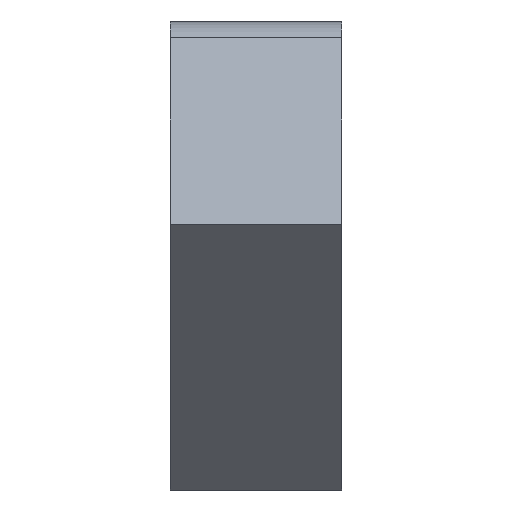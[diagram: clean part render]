
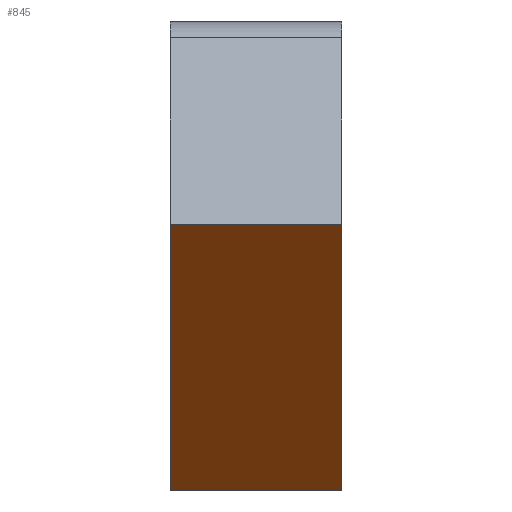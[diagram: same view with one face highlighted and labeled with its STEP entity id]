
A CAD part, front view. The second image highlights one B-rep face of the part: STEP entity #845.
In plain terms, the highlighted planar face has unit normal (0, -0.707, -0.707).
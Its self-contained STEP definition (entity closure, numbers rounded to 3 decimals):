
#63=PLANE('',#951);
#103=FACE_OUTER_BOUND('',#144,.T.);
#144=EDGE_LOOP('',(#719,#720,#721,#722));
#207=LINE('',#1263,#276);
#210=LINE('',#1273,#279);
#245=LINE('',#1417,#314);
#246=LINE('',#1419,#315);
#276=VECTOR('',#1008,10.);
#279=VECTOR('',#1019,10.);
#314=VECTOR('',#1182,10.);
#315=VECTOR('',#1185,10.);
#391=VERTEX_POINT('',#1260);
#392=VERTEX_POINT('',#1262);
#395=VERTEX_POINT('',#1272);
#440=VERTEX_POINT('',#1415);
#473=EDGE_CURVE('',#391,#392,#207,.T.);
#478=EDGE_CURVE('',#392,#395,#210,.T.);
#551=EDGE_CURVE('',#391,#440,#245,.T.);
#552=EDGE_CURVE('',#395,#440,#246,.T.);
#719=ORIENTED_EDGE('',*,*,#551,.T.);
#720=ORIENTED_EDGE('',*,*,#552,.F.);
#721=ORIENTED_EDGE('',*,*,#478,.F.);
#722=ORIENTED_EDGE('',*,*,#473,.F.);
#845=ADVANCED_FACE('',(#103),#63,.T.);
#951=AXIS2_PLACEMENT_3D('',#1418,#1183,#1184);
#1008=DIRECTION('',(0.,-0.707,0.707));
#1019=DIRECTION('',(1.,0.,0.));
#1182=DIRECTION('',(1.,0.,0.));
#1183=DIRECTION('center_axis',(0.,-0.707,-0.707));
#1184=DIRECTION('ref_axis',(0.,0.707,-0.707));
#1185=DIRECTION('',(0.,0.707,-0.707));
#1260=CARTESIAN_POINT('',(-16.,-0.707,-50.205));
#1262=CARTESIAN_POINT('',(-16.,-50.205,-0.707));
#1263=CARTESIAN_POINT('',(-16.,-50.205,-0.707));
#1272=CARTESIAN_POINT('',(16.,-50.205,-0.707));
#1273=CARTESIAN_POINT('',(0.,-50.205,-0.707));
#1415=CARTESIAN_POINT('',(16.,-0.707,-50.205));
#1417=CARTESIAN_POINT('',(0.,-0.707,-50.205));
#1418=CARTESIAN_POINT('Origin',(0.,-50.205,-0.707));
#1419=CARTESIAN_POINT('',(16.,-50.205,-0.707));
